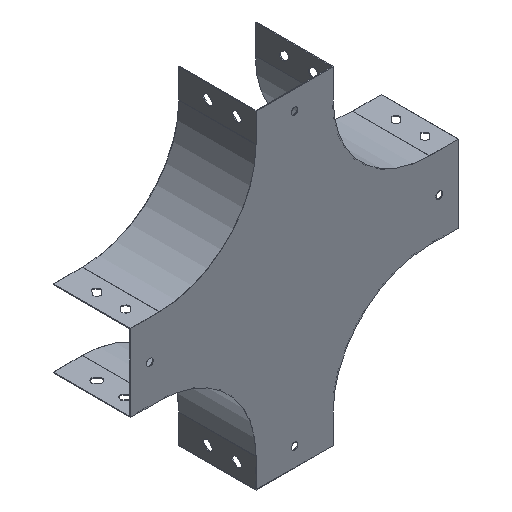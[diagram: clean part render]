
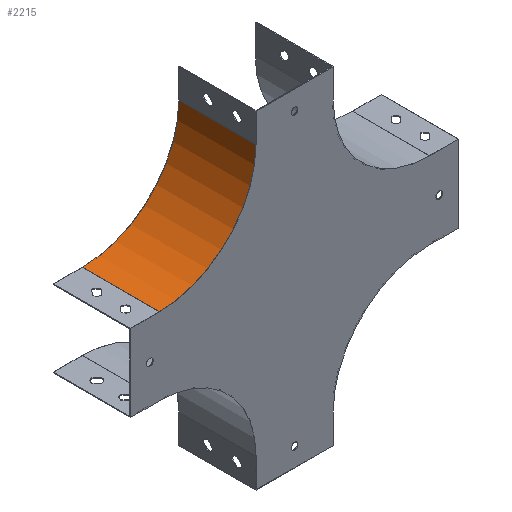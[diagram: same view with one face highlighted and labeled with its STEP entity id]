
A CAD part, isometric view. The second image highlights one B-rep face of the part: STEP entity #2215.
In plain terms, the highlighted cylindrical face has radius 100 mm (diameter 200 mm), a partial arc.
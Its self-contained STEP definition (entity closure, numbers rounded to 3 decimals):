
#114 = CARTESIAN_POINT ( 'NONE',  ( -140., 80., -130. ) ) ;
#119 = CARTESIAN_POINT ( 'NONE',  ( -40., 0., -30. ) ) ;
#230 = EDGE_CURVE ( 'NONE', #3470, #3440, #3031, .T. ) ;
#244 = EDGE_CURVE ( 'NONE', #3439, #3470, #3065, .T. ) ;
#245 = EDGE_CURVE ( 'NONE', #3465, #3439, #3051, .T. ) ;
#246 = EDGE_CURVE ( 'NONE', #3465, #3440, #3067, .T. ) ;
#469 = AXIS2_PLACEMENT_3D ( 'NONE', #1743, #1742, #1739 ) ;
#652 = DIRECTION ( 'NONE',  ( -1., 0., 0. ) ) ;
#653 = DIRECTION ( 'NONE',  ( 0., -1., 0. ) ) ;
#654 = CARTESIAN_POINT ( 'NONE',  ( -140., 80., -30. ) ) ;
#655 = CARTESIAN_POINT ( 'NONE',  ( -140., 0.8, -130. ) ) ;
#658 = DIRECTION ( 'NONE',  ( 0., -1., 0. ) ) ;
#664 = DIRECTION ( 'NONE',  ( 0., -1., 0. ) ) ;
#667 = CARTESIAN_POINT ( 'NONE',  ( -40., 0.8, -30. ) ) ;
#680 = DIRECTION ( 'NONE',  ( 0., 0., 1. ) ) ;
#682 = DIRECTION ( 'NONE',  ( 0., 1., 0. ) ) ;
#683 = CARTESIAN_POINT ( 'NONE',  ( -140., 0., -30. ) ) ;
#783 = EDGE_LOOP ( 'NONE', ( #2609, #2610, #2611, #2606 ) ) ;
#1739 = DIRECTION ( 'NONE',  ( 0., 0., -1. ) ) ;
#1742 = DIRECTION ( 'NONE',  ( 0., -1., 0. ) ) ;
#1743 = CARTESIAN_POINT ( 'NONE',  ( -140., 0.8, -30. ) ) ;
#1797 = CARTESIAN_POINT ( 'NONE',  ( -40., 80., -30. ) ) ;
#1802 = CARTESIAN_POINT ( 'NONE',  ( -140., 0., -130. ) ) ;
#2062 = AXIS2_PLACEMENT_3D ( 'NONE', #683, #682, #680 ) ;
#2065 = AXIS2_PLACEMENT_3D ( 'NONE', #654, #653, #652 ) ;
#2215 = ADVANCED_FACE ( 'NONE', ( #3311 ), #3316, .F. ) ;
#2606 = ORIENTED_EDGE ( 'NONE', *, *, #246, .T. ) ;
#2609 = ORIENTED_EDGE ( 'NONE', *, *, #230, .F. ) ;
#2610 = ORIENTED_EDGE ( 'NONE', *, *, #244, .F. ) ;
#2611 = ORIENTED_EDGE ( 'NONE', *, *, #245, .F. ) ;
#3031 = CIRCLE ( 'NONE', #2062, 100. ) ;
#3051 = CIRCLE ( 'NONE', #2065, 100. ) ;
#3065 = LINE ( 'NONE', #667, #3069 ) ;
#3067 = LINE ( 'NONE', #655, #3071 ) ;
#3069 = VECTOR ( 'NONE', #658, 1000. ) ;
#3071 = VECTOR ( 'NONE', #664, 1000. ) ;
#3311 = FACE_OUTER_BOUND ( 'NONE', #783, .T. ) ;
#3316 = CYLINDRICAL_SURFACE ( 'NONE', #469, 100. ) ;
#3439 = VERTEX_POINT ( 'NONE', #1797 ) ;
#3440 = VERTEX_POINT ( 'NONE', #1802 ) ;
#3465 = VERTEX_POINT ( 'NONE', #114 ) ;
#3470 = VERTEX_POINT ( 'NONE', #119 ) ;
